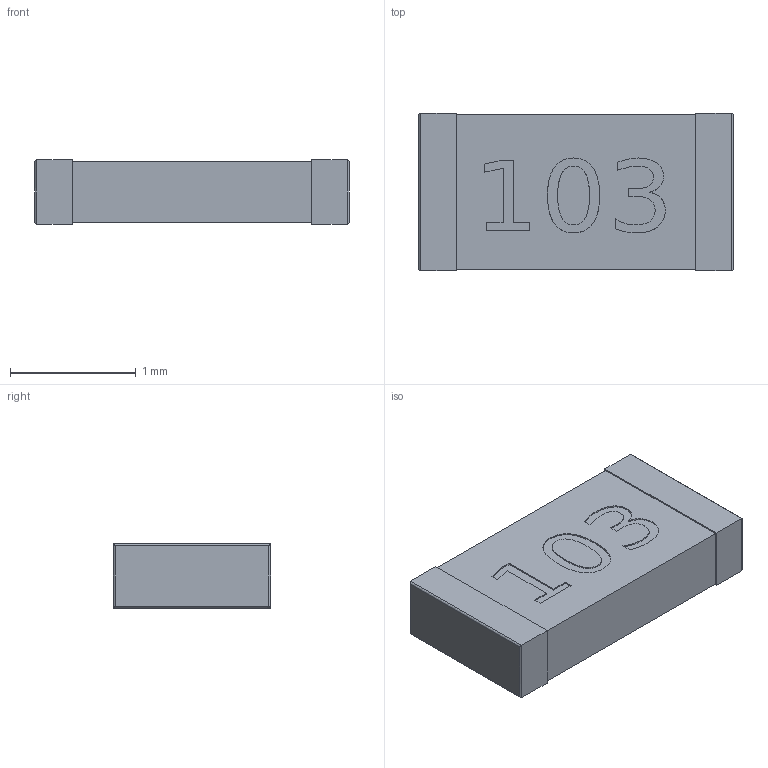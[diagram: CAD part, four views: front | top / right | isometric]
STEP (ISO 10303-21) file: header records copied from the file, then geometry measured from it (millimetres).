
FILE_DESCRIPTION(('FreeCAD Model'),'2;1');
FILE_NAME('Open CASCADE Shape Model','2020-12-25T14:19:43',(''),(''), 'Open CASCADE STEP processor 7.3','FreeCAD','Unknown');
FILE_SCHEMA(('AUTOMOTIVE_DESIGN { 1 0 10303 214 1 1 1 1 }'));
Length unit declared in the file: millimetre
Products named in the file (1): SMD_R_103
Bounding box: 2.5 x 1.25 x 0.51 mm (x, y, z)
Volume: 1.5 mm3; surface area: 10 mm2
Topology: 1 solids, 1 shells, 84 faces, 220 edges, 144 vertices
Faces by surface type: bspline 59, plane 17, cylinder 8
Entity records: 6446 total; most frequent: CARTESIAN_POINT 2595, B_SPLINE_CURVE_WITH_KNOTS 524, ORIENTED_EDGE 440, PCURVE 440, DEFINITIONAL_REPRESENTATION 440, EDGE_CURVE 220, SURFACE_CURVE 220, DIRECTION 196
